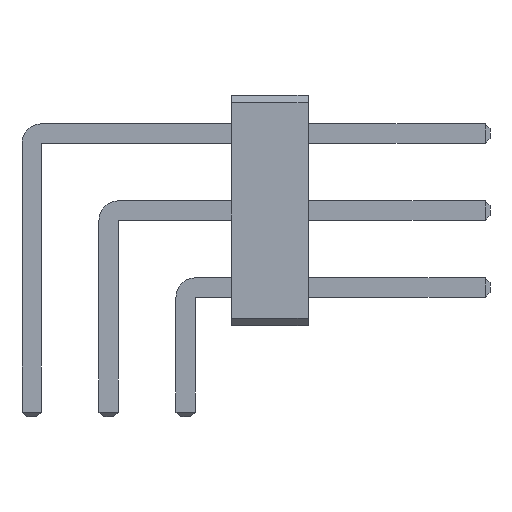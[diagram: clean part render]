
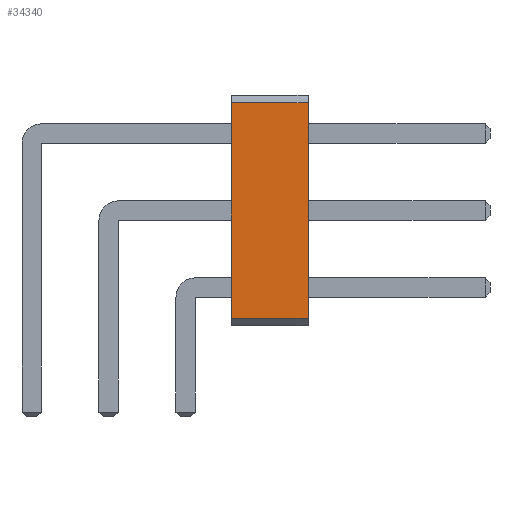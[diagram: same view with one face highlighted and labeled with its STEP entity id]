
A CAD part, front view. The second image highlights one B-rep face of the part: STEP entity #34340.
In plain terms, the highlighted planar face has unit normal (0, -1, 0).
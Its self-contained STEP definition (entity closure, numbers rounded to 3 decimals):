
#34340 = ADVANCED_FACE('',(#34341),#34375,.T.);
#34341 = FACE_BOUND('',#34342,.T.);
#34342 = EDGE_LOOP('',(#34343,#34353,#34361,#34369));
#34343 = ORIENTED_EDGE('',*,*,#34344,.T.);
#34344 = EDGE_CURVE('',#34345,#34347,#34349,.T.);
#34345 = VERTEX_POINT('',#34346);
#34346 = CARTESIAN_POINT('',(6.58,-44.45,0.254));
#34347 = VERTEX_POINT('',#34348);
#34348 = CARTESIAN_POINT('',(9.12,-44.45,0.254));
#34349 = LINE('',#34350,#34351);
#34350 = CARTESIAN_POINT('',(6.58,-44.45,0.254));
#34351 = VECTOR('',#34352,1.);
#34352 = DIRECTION('',(1.,0.,0.));
#34353 = ORIENTED_EDGE('',*,*,#34354,.T.);
#34354 = EDGE_CURVE('',#34347,#34355,#34357,.T.);
#34355 = VERTEX_POINT('',#34356);
#34356 = CARTESIAN_POINT('',(9.12,-44.45,7.366));
#34357 = LINE('',#34358,#34359);
#34358 = CARTESIAN_POINT('',(9.12,-44.45,0.254));
#34359 = VECTOR('',#34360,1.);
#34360 = DIRECTION('',(0.,0.,1.));
#34361 = ORIENTED_EDGE('',*,*,#34362,.F.);
#34362 = EDGE_CURVE('',#34363,#34355,#34365,.T.);
#34363 = VERTEX_POINT('',#34364);
#34364 = CARTESIAN_POINT('',(6.58,-44.45,7.366));
#34365 = LINE('',#34366,#34367);
#34366 = CARTESIAN_POINT('',(6.58,-44.45,7.366));
#34367 = VECTOR('',#34368,1.);
#34368 = DIRECTION('',(1.,0.,0.));
#34369 = ORIENTED_EDGE('',*,*,#34370,.F.);
#34370 = EDGE_CURVE('',#34345,#34363,#34371,.T.);
#34371 = LINE('',#34372,#34373);
#34372 = CARTESIAN_POINT('',(6.58,-44.45,0.254));
#34373 = VECTOR('',#34374,1.);
#34374 = DIRECTION('',(0.,0.,1.));
#34375 = PLANE('',#34376);
#34376 = AXIS2_PLACEMENT_3D('',#34377,#34378,#34379);
#34377 = CARTESIAN_POINT('',(6.58,-44.45,0.254));
#34378 = DIRECTION('',(0.,-1.,0.));
#34379 = DIRECTION('',(0.,0.,1.));
